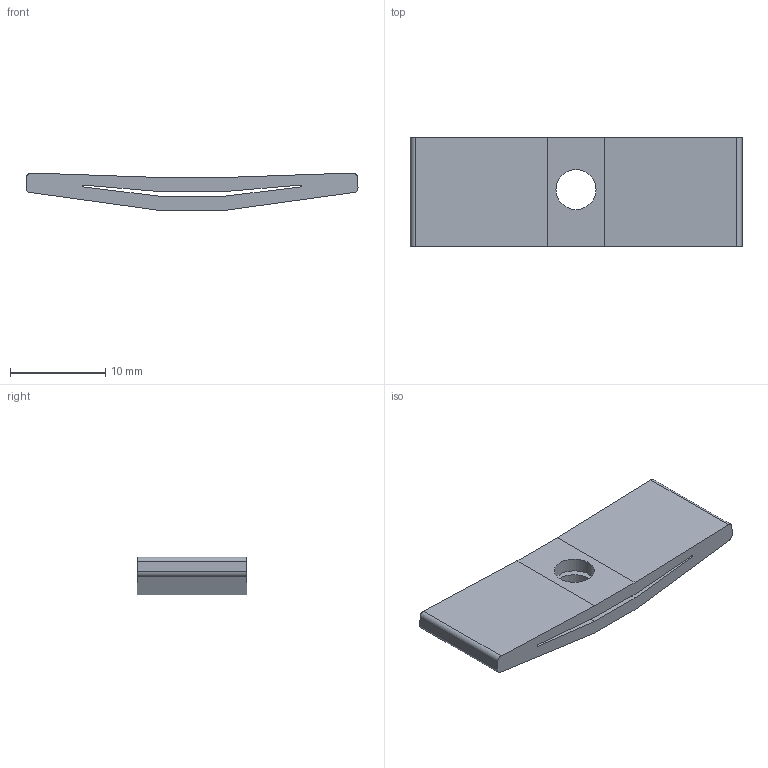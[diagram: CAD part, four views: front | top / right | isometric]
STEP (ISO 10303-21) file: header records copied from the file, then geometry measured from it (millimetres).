
FILE_DESCRIPTION(/* description */ (''),/* implementation_level */ '2;1');
FILE_NAME(/* name */ 'HB_belt_clasp.step',/* time_stamp */ '2020-03-05T00:07:20+00:00',/* author */ (''),/* organization */ (''),/* preprocessor_version */ 'ST-DEVELOPER v18',/* originating_system */ 'Autodesk Translation Framework v8.12.0.6',/* authorisation */ '');
FILE_SCHEMA (('AUTOMOTIVE_DESIGN { 1 0 10303 214 3 1 1 }'));
Length unit declared in the file: millimetre
Products named in the file (1): HB_belt_clasp
Bounding box: 34.81 x 11.5 x 3.98 mm (x, y, z)
Volume: 1006.2 mm3; surface area: 1539 mm2
Topology: 1 solids, 1 shells, 24 faces, 70 edges, 48 vertices
Faces by surface type: plane 16, cylinder 8
Full cylindrical faces by diameter (mm): 4.2 x2
Entity records: 858 total; most frequent: CARTESIAN_POINT 143, ORIENTED_EDGE 140, DIRECTION 140, EDGE_CURVE 70, LINE 50, VECTOR 50, VERTEX_POINT 48, AXIS2_PLACEMENT_3D 45
